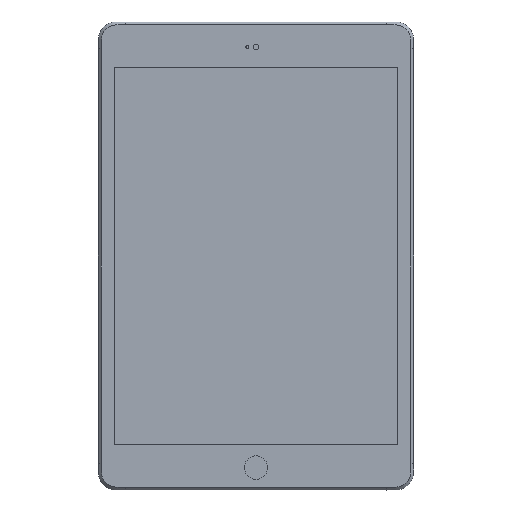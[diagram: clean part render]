
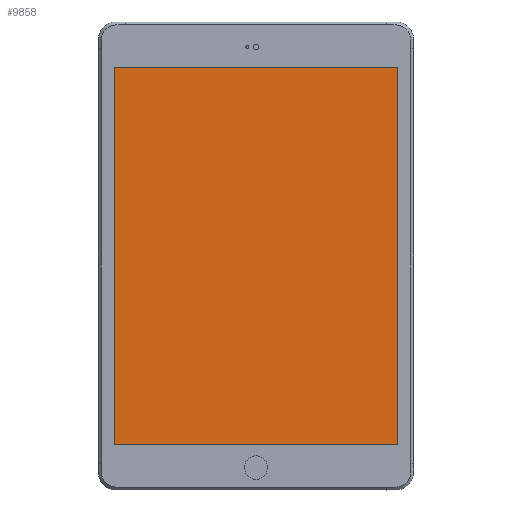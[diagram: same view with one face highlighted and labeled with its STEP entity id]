
A CAD part, top view. The second image highlights one B-rep face of the part: STEP entity #9858.
In plain terms, the highlighted planar face has unit normal (0, 0, 1).
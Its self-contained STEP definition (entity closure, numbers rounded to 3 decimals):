
#326 = CARTESIAN_POINT ( 'NONE',  ( -60.65, 80.6, -0.1 ) ) ;
#356 = CARTESIAN_POINT ( 'NONE',  ( 60.65, -80.6, -0.1 ) ) ;
#404 = CARTESIAN_POINT ( 'NONE',  ( -60.65, -80.6, -0.1 ) ) ;
#1151 = ORIENTED_EDGE ( 'NONE', *, *, #6642, .T. ) ;
#1154 = ORIENTED_EDGE ( 'NONE', *, *, #6580, .T. ) ;
#1191 = ORIENTED_EDGE ( 'NONE', *, *, #6450, .T. ) ;
#1192 = ORIENTED_EDGE ( 'NONE', *, *, #6690, .T. ) ;
#2203 = AXIS2_PLACEMENT_3D ( 'NONE', #9996, #10046, #9941 ) ;
#2726 = DIRECTION ( 'NONE',  ( 0., 1., 0. ) ) ;
#2727 = CARTESIAN_POINT ( 'NONE',  ( 60.65, -80.6, -0.1 ) ) ;
#3173 = DIRECTION ( 'NONE',  ( 1., 0., 0. ) ) ;
#3176 = CARTESIAN_POINT ( 'NONE',  ( -60.65, -80.6, -0.1 ) ) ;
#4989 = DIRECTION ( 'NONE',  ( 0., -1., 0. ) ) ;
#5013 = CARTESIAN_POINT ( 'NONE',  ( -60.65, -80.6, -0.1 ) ) ;
#6450 = EDGE_CURVE ( 'NONE', #10466, #7680, #8544, .T. ) ;
#6580 = EDGE_CURVE ( 'NONE', #7680, #7617, #8551, .T. ) ;
#6642 = EDGE_CURVE ( 'NONE', #7617, #7613, #8480, .T. ) ;
#6690 = EDGE_CURVE ( 'NONE', #7613, #10466, #9538, .T. ) ;
#7377 = CARTESIAN_POINT ( 'NONE',  ( -60.65, 80.6, -0.1 ) ) ;
#7416 = DIRECTION ( 'NONE',  ( -1., 0., 0. ) ) ;
#7613 = VERTEX_POINT ( 'NONE', #356 ) ;
#7617 = VERTEX_POINT ( 'NONE', #404 ) ;
#7680 = VERTEX_POINT ( 'NONE', #326 ) ;
#8480 = LINE ( 'NONE', #3176, #9443 ) ;
#8542 = VECTOR ( 'NONE', #7416, 1000. ) ;
#8544 = LINE ( 'NONE', #7377, #8542 ) ;
#8551 = LINE ( 'NONE', #5013, #9407 ) ;
#8733 = EDGE_LOOP ( 'NONE', ( #1192, #1191, #1154, #1151 ) ) ;
#9407 = VECTOR ( 'NONE', #4989, 1000. ) ;
#9443 = VECTOR ( 'NONE', #3173, 1000. ) ;
#9538 = LINE ( 'NONE', #2727, #9542 ) ;
#9542 = VECTOR ( 'NONE', #2726, 1000. ) ;
#9775 = FACE_OUTER_BOUND ( 'NONE', #8733, .T. ) ;
#9858 = ADVANCED_FACE ( 'NONE', ( #9775 ), #9994, .F. ) ;
#9941 = DIRECTION ( 'NONE',  ( -1., 0., 0. ) ) ;
#9956 = CARTESIAN_POINT ( 'NONE',  ( 60.65, 80.6, -0.1 ) ) ;
#9994 = PLANE ( 'NONE',  #2203 ) ;
#9996 = CARTESIAN_POINT ( 'NONE',  ( 60.65, 80.6, -0.1 ) ) ;
#10046 = DIRECTION ( 'NONE',  ( 0., 0., -1. ) ) ;
#10466 = VERTEX_POINT ( 'NONE', #9956 ) ;
